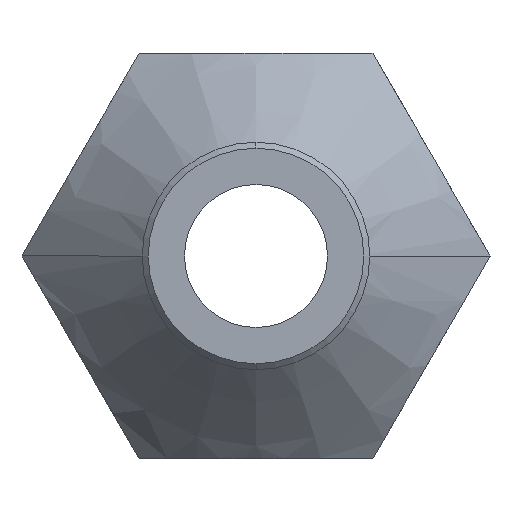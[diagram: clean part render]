
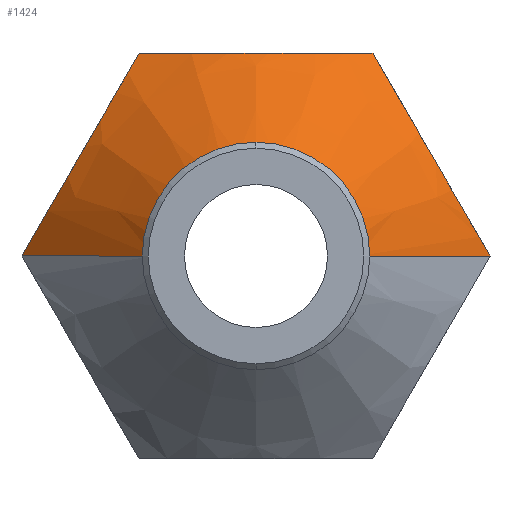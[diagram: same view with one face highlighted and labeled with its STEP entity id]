
A CAD part, front view. The second image highlights one B-rep face of the part: STEP entity #1424.
In plain terms, the highlighted conical face has half-angle 45 degrees and reference radius 4.3 mm.
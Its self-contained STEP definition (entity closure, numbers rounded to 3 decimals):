
#1 = VECTOR ( 'NONE', #1327, 1000. ) ;
#42 = CARTESIAN_POINT ( 'NONE',  ( 9.815, -12.375, 0. ) ) ;
#72 = AXIS2_PLACEMENT_3D ( 'NONE', #1302, #1307, #332 ) ;
#104 = CARTESIAN_POINT ( 'NONE',  ( -4.907, -12.375, 8.5 ) ) ;
#116 = DIRECTION ( 'NONE',  ( 0., -1., 0. ) ) ;
#122 = CARTESIAN_POINT ( 'NONE',  ( 4.907, -12.375, 8.5 ) ) ;
#125 = CARTESIAN_POINT ( 'NONE',  ( 4.528, -12.565, 8.5 ) ) ;
#126 = CARTESIAN_POINT ( 'NONE',  ( 4.141, -12.742, 8.5 ) ) ;
#128 = CARTESIAN_POINT ( 'NONE',  ( 3.347, -13.062, 8.5 ) ) ;
#134 = CARTESIAN_POINT ( 'NONE',  ( 2.938, -13.205, 8.5 ) ) ;
#136 = DIRECTION ( 'NONE',  ( 1., 0., 0. ) ) ;
#143 = CARTESIAN_POINT ( 'NONE',  ( 1.705, -13.557, 8.5 ) ) ;
#147 = CARTESIAN_POINT ( 'NONE',  ( 0.865, -13.69, 8.5 ) ) ;
#148 = CARTESIAN_POINT ( 'NONE',  ( -0.865, -13.69, 8.5 ) ) ;
#151 = CARTESIAN_POINT ( 'NONE',  ( -1.706, -13.556, 8.5 ) ) ;
#154 = CARTESIAN_POINT ( 'NONE',  ( -2.937, -13.206, 8.5 ) ) ;
#156 = CARTESIAN_POINT ( 'NONE',  ( -3.344, -13.063, 8.5 ) ) ;
#157 = CARTESIAN_POINT ( 'NONE',  ( -4.14, -12.742, 8.5 ) ) ;
#163 = AXIS2_PLACEMENT_3D ( 'NONE', #554, #1565, #553 ) ;
#173 = CARTESIAN_POINT ( 'NONE',  ( -4.527, -12.565, 8.5 ) ) ;
#187 = CARTESIAN_POINT ( 'NONE',  ( -4.907, -12.375, 8.5 ) ) ;
#203 = CARTESIAN_POINT ( 'NONE',  ( 4.3, -17.89, 0. ) ) ;
#301 = CIRCLE ( 'NONE', #353, 4.3 ) ;
#305 = CARTESIAN_POINT ( 'NONE',  ( -4.3, -17.89, 0. ) ) ;
#328 = VERTEX_POINT ( 'NONE', #1099 ) ;
#332 = DIRECTION ( 'NONE',  ( -1., 0., 0. ) ) ;
#347 = CARTESIAN_POINT ( 'NONE',  ( -9.815, -12.375, 0. ) ) ;
#353 = AXIS2_PLACEMENT_3D ( 'NONE', #556, #116, #136 ) ;
#466 = VECTOR ( 'NONE', #534, 1000. ) ;
#500 = CARTESIAN_POINT ( 'NONE',  ( 5.291, -12.758, 7.836 ) ) ;
#511 = CARTESIAN_POINT ( 'NONE',  ( -4.3, -17.89, 0. ) ) ;
#534 = DIRECTION ( 'NONE',  ( -0.707, 0.707, 0. ) ) ;
#553 = DIRECTION ( 'NONE',  ( 1., 0., 0. ) ) ;
#554 = CARTESIAN_POINT ( 'NONE',  ( 0., -17.89, 0. ) ) ;
#556 = CARTESIAN_POINT ( 'NONE',  ( 0., -17.89, 0. ) ) ;
#577 = CARTESIAN_POINT ( 'NONE',  ( -7.584, -13.689, 3.863 ) ) ;
#587 = CARTESIAN_POINT ( 'NONE',  ( -9.432, -12.758, 0.664 ) ) ;
#615 = CARTESIAN_POINT ( 'NONE',  ( 9.815, -12.375, 0. ) ) ;
#619 = CARTESIAN_POINT ( 'NONE',  ( -5.293, -12.761, 7.832 ) ) ;
#679 = CARTESIAN_POINT ( 'NONE',  ( 9.429, -12.761, 0.668 ) ) ;
#780 = CONICAL_SURFACE ( 'NONE', #72, 4.3, 0.785 ) ;
#785 = CARTESIAN_POINT ( 'NONE',  ( -8.224, -13.527, 2.756 ) ) ;
#791 = FACE_OUTER_BOUND ( 'NONE', #1592, .T. ) ;
#802 = CARTESIAN_POINT ( 'NONE',  ( -5.69, -13.091, 7.144 ) ) ;
#810 = CARTESIAN_POINT ( 'NONE',  ( -6.521, -13.562, 5.706 ) ) ;
#836 = EDGE_CURVE ( 'NONE', #1588, #1342, #934, .T. ) ;
#869 = CARTESIAN_POINT ( 'NONE',  ( -6.942, -13.692, 4.976 ) ) ;
#934 = LINE ( 'NONE', #1312, #1 ) ;
#997 = EDGE_CURVE ( 'NONE', #1211, #1600, #1434, .T. ) ;
#1003 = ORIENTED_EDGE ( 'NONE', *, *, #997, .F. ) ;
#1010 = EDGE_CURVE ( 'NONE', #1571, #1211, #301, .T. ) ;
#1011 = B_SPLINE_CURVE_WITH_KNOTS ( 'NONE', 3,
 ( #187, #173, #157, #156, #154, #151, #148, #147, #143, #134, #128, #126, #125, #122 ),
 .UNSPECIFIED., .F., .F.,
 ( 4, 2, 2, 2, 2, 2, 4 ),
 ( 0.006, 0.007, 0.008, 0.011, 0.013, 0.015, 0.016 ),
 .UNSPECIFIED. ) ;
#1035 = CARTESIAN_POINT ( 'NONE',  ( -7.802, -13.655, 3.487 ) ) ;
#1082 = CARTESIAN_POINT ( 'NONE',  ( -8.43, -13.434, 2.398 ) ) ;
#1085 = CARTESIAN_POINT ( 'NONE',  ( -9.039, -13.084, 1.343 ) ) ;
#1099 = CARTESIAN_POINT ( 'NONE',  ( 4.907, -12.375, 8.5 ) ) ;
#1100 = CARTESIAN_POINT ( 'NONE',  ( -9.815, -12.375, 0. ) ) ;
#1184 = ORIENTED_EDGE ( 'NONE', *, *, #1238, .F. ) ;
#1188 = EDGE_CURVE ( 'NONE', #328, #1342, #1301, .T. ) ;
#1198 = CARTESIAN_POINT ( 'NONE',  ( 6.292, -13.434, 6.102 ) ) ;
#1207 = CARTESIAN_POINT ( 'NONE',  ( 4.907, -12.375, 8.5 ) ) ;
#1211 = VERTEX_POINT ( 'NONE', #511 ) ;
#1224 = EDGE_CURVE ( 'NONE', #1588, #1571, #1759, .T. ) ;
#1232 = CARTESIAN_POINT ( 'NONE',  ( 0., -17.89, 4.3 ) ) ;
#1238 = EDGE_CURVE ( 'NONE', #1600, #1598, #1503, .T. ) ;
#1262 = EDGE_CURVE ( 'NONE', #1598, #328, #1011, .T. ) ;
#1301 = B_SPLINE_CURVE_WITH_KNOTS ( 'NONE', 3,
 ( #1207, #500, #1475, #1198, #1435, #1439, #1696, #1443, #1554, #1411, #679, #615 ),
 .UNSPECIFIED., .F., .F.,
 ( 4, 2, 2, 2, 2, 4 ),
 ( 0., 0.003, 0.004, 0.005, 0.008, 0.01 ),
 .UNSPECIFIED. ) ;
#1302 = CARTESIAN_POINT ( 'NONE',  ( 0., -17.89, 0. ) ) ;
#1307 = DIRECTION ( 'NONE',  ( 0., 1., 0. ) ) ;
#1312 = CARTESIAN_POINT ( 'NONE',  ( 4.3, -17.89, 0. ) ) ;
#1327 = DIRECTION ( 'NONE',  ( 0.707, 0.707, 0. ) ) ;
#1342 = VERTEX_POINT ( 'NONE', #42 ) ;
#1411 = CARTESIAN_POINT ( 'NONE',  ( 9.032, -13.091, 1.356 ) ) ;
#1424 = ADVANCED_FACE ( 'NONE', ( #791 ), #780, .T. ) ;
#1434 = LINE ( 'NONE', #305, #466 ) ;
#1435 = CARTESIAN_POINT ( 'NONE',  ( 6.499, -13.527, 5.744 ) ) ;
#1439 = CARTESIAN_POINT ( 'NONE',  ( 6.921, -13.655, 5.013 ) ) ;
#1443 = CARTESIAN_POINT ( 'NONE',  ( 7.781, -13.692, 3.524 ) ) ;
#1475 = CARTESIAN_POINT ( 'NONE',  ( 5.683, -13.084, 7.157 ) ) ;
#1501 = CARTESIAN_POINT ( 'NONE',  ( -4.907, -12.375, 8.5 ) ) ;
#1503 = B_SPLINE_CURVE_WITH_KNOTS ( 'NONE', 3,
 ( #1100, #587, #1085, #1082, #785, #1035, #577, #869, #810, #802, #619, #1501 ),
 .UNSPECIFIED., .F., .F.,
 ( 4, 2, 2, 2, 2, 4 ),
 ( 0., 0.003, 0.004, 0.005, 0.008, 0.01 ),
 .UNSPECIFIED. ) ;
#1504 = ORIENTED_EDGE ( 'NONE', *, *, #836, .T. ) ;
#1512 = ORIENTED_EDGE ( 'NONE', *, *, #1262, .F. ) ;
#1554 = CARTESIAN_POINT ( 'NONE',  ( 8.202, -13.562, 2.794 ) ) ;
#1565 = DIRECTION ( 'NONE',  ( 0., -1., 0. ) ) ;
#1571 = VERTEX_POINT ( 'NONE', #1232 ) ;
#1588 = VERTEX_POINT ( 'NONE', #203 ) ;
#1592 = EDGE_LOOP ( 'NONE', ( #1718, #1504, #1619, #1512, #1184, #1003, #1737 ) ) ;
#1598 = VERTEX_POINT ( 'NONE', #104 ) ;
#1600 = VERTEX_POINT ( 'NONE', #347 ) ;
#1619 = ORIENTED_EDGE ( 'NONE', *, *, #1188, .F. ) ;
#1696 = CARTESIAN_POINT ( 'NONE',  ( 7.138, -13.689, 4.637 ) ) ;
#1718 = ORIENTED_EDGE ( 'NONE', *, *, #1224, .F. ) ;
#1737 = ORIENTED_EDGE ( 'NONE', *, *, #1010, .F. ) ;
#1759 = CIRCLE ( 'NONE', #163, 4.3 ) ;
